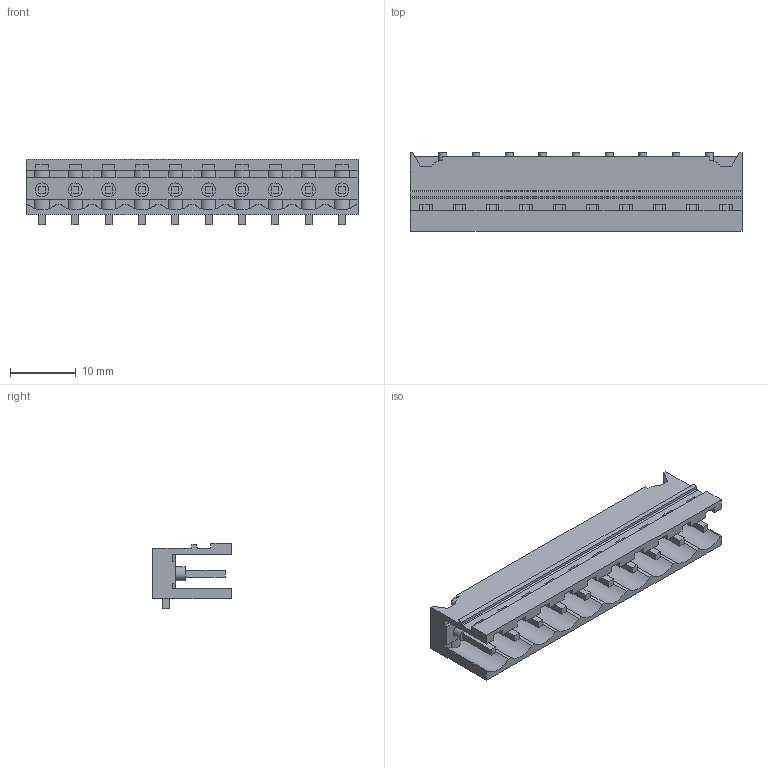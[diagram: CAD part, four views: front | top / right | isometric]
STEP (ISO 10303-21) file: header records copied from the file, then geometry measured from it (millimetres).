
FILE_DESCRIPTION(('CATIA V5 STEP Exchange','CAx-IF Rec.Pracs.--- Model Styling and Organization---1.2---2011-12-15'),'2;1');
FILE_NAME ('D1455844_0', '2018-03-08T13:22:33+00:00', ('none'), ('Weidmueller'), 'CATIA Version 5-6 Release 2014', 'CATIA V5 STEP AP214', 'none');
FILE_SCHEMA(('AUTOMOTIVE_DESIGN { 1 0 10303 214 1 1 1 1 }'));
Length unit declared in the file: millimetre
Products named in the file (1): 1774842001
Bounding box: 50.6 x 12 x 9.93 mm (x, y, z)
Volume: 1794.7 mm3; surface area: 4210.7 mm2
Topology: 11 solids, 11 shells, 564 faces, 1791 edges, 1240 vertices
Faces by surface type: plane 464, cylinder 95, extrusion 5
Entity records: 18431 total; most frequent: CARTESIAN_POINT 3705, ORIENTED_EDGE 3582, DIRECTION 2246, EDGE_CURVE 1791, VECTOR 1392, LINE 1387, VERTEX_POINT 1240, EDGE_LOOP 595
